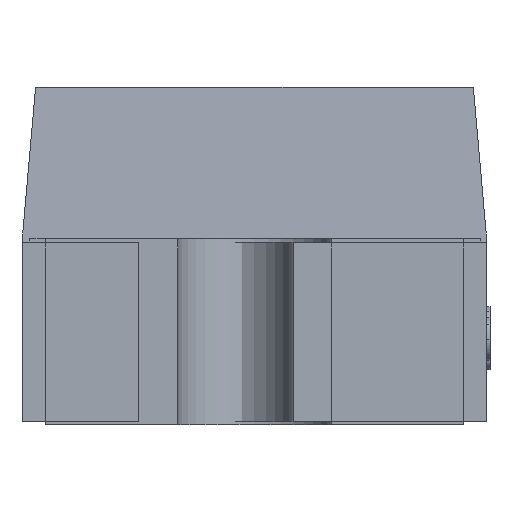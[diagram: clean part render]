
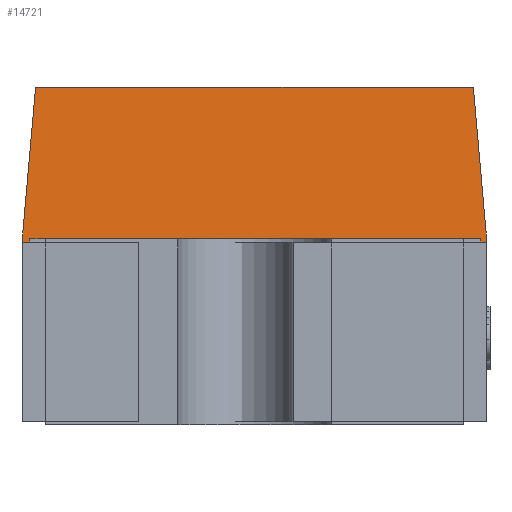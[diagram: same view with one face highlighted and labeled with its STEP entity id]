
A CAD part, left-side view. The second image highlights one B-rep face of the part: STEP entity #14721.
In plain terms, the highlighted planar face has unit normal (-0.996, 0, 0.087).
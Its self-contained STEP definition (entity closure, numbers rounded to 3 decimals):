
#60 = CARTESIAN_POINT ( 'NONE',  ( -1., 0.75, 0.58 ) ) ;
#907 = EDGE_LOOP ( 'NONE', ( #13065, #11419, #5645, #8067 ) ) ;
#1422 = EDGE_CURVE ( 'NONE', #7923, #10584, #2339, .T. ) ;
#1667 = LINE ( 'NONE', #5646, #10995 ) ;
#2082 = DIRECTION ( 'NONE',  ( 0., -1., 0. ) ) ;
#2339 = LINE ( 'NONE', #8416, #13813 ) ;
#3090 = CARTESIAN_POINT ( 'NONE',  ( -0.956, -0.706, 1.08 ) ) ;
#3136 = LINE ( 'NONE', #7872, #4244 ) ;
#3393 = CARTESIAN_POINT ( 'NONE',  ( -1., 0.75, 0.58 ) ) ;
#3923 = CARTESIAN_POINT ( 'NONE',  ( -0.956, 0.706, 1.08 ) ) ;
#4244 = VECTOR ( 'NONE', #13026, 1000. ) ;
#5645 = ORIENTED_EDGE ( 'NONE', *, *, #10851, .F. ) ;
#5646 = CARTESIAN_POINT ( 'NONE',  ( -0.956, 0.75, 1.08 ) ) ;
#6039 = DIRECTION ( 'NONE',  ( -0.087, -0.087, -0.992 ) ) ;
#7776 = AXIS2_PLACEMENT_3D ( 'NONE', #3393, #8098, #12077 ) ;
#7872 = CARTESIAN_POINT ( 'NONE',  ( -1., 0.75, 0.58 ) ) ;
#7923 = VERTEX_POINT ( 'NONE', #3090 ) ;
#8067 = ORIENTED_EDGE ( 'NONE', *, *, #9519, .T. ) ;
#8098 = DIRECTION ( 'NONE',  ( -0.996, 0., 0.087 ) ) ;
#8416 = CARTESIAN_POINT ( 'NONE',  ( -1., -0.75, 0.58 ) ) ;
#9216 = CARTESIAN_POINT ( 'NONE',  ( -1., -0.75, 0.58 ) ) ;
#9472 = PLANE ( 'NONE',  #7776 ) ;
#9519 = EDGE_CURVE ( 'NONE', #15606, #13927, #3136, .T. ) ;
#9614 = CARTESIAN_POINT ( 'NONE',  ( -1., 0.75, 0.58 ) ) ;
#10584 = VERTEX_POINT ( 'NONE', #9216 ) ;
#10790 = FACE_OUTER_BOUND ( 'NONE', #907, .T. ) ;
#10851 = EDGE_CURVE ( 'NONE', #15606, #7923, #1667, .T. ) ;
#10995 = VECTOR ( 'NONE', #15330, 1000. ) ;
#11419 = ORIENTED_EDGE ( 'NONE', *, *, #1422, .F. ) ;
#11816 = LINE ( 'NONE', #9614, #12413 ) ;
#12077 = DIRECTION ( 'NONE',  ( 0.087, 0., 0.996 ) ) ;
#12413 = VECTOR ( 'NONE', #2082, 1000. ) ;
#13026 = DIRECTION ( 'NONE',  ( -0.087, 0.087, -0.992 ) ) ;
#13065 = ORIENTED_EDGE ( 'NONE', *, *, #15006, .T. ) ;
#13813 = VECTOR ( 'NONE', #6039, 1000. ) ;
#13927 = VERTEX_POINT ( 'NONE', #60 ) ;
#14721 = ADVANCED_FACE ( 'NONE', ( #10790 ), #9472, .T. ) ;
#15006 = EDGE_CURVE ( 'NONE', #13927, #10584, #11816, .T. ) ;
#15330 = DIRECTION ( 'NONE',  ( 0., -1., 0. ) ) ;
#15606 = VERTEX_POINT ( 'NONE', #3923 ) ;
